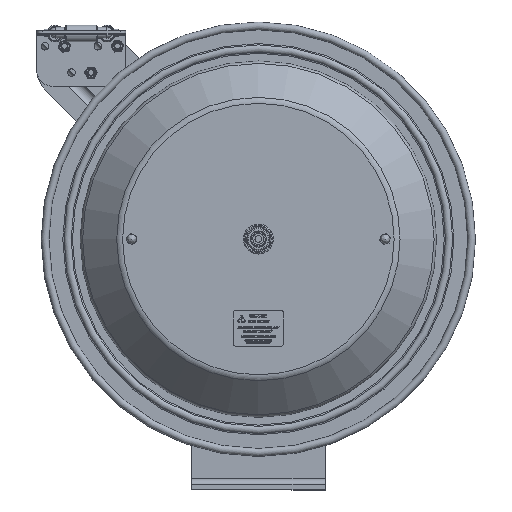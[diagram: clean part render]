
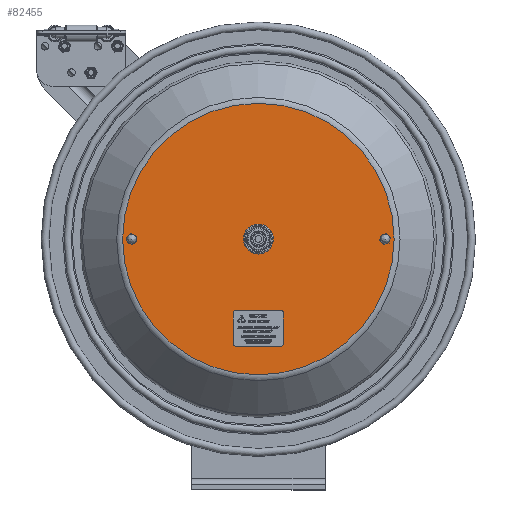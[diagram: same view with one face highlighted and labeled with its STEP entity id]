
A CAD part, top view. The second image highlights one B-rep face of the part: STEP entity #82455.
In plain terms, the highlighted planar face has unit normal (0, 0, 1).
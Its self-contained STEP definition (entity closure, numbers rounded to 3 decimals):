
#4666=FACE_BOUND('',#11499,.T.);
#4667=FACE_BOUND('',#11500,.T.);
#4668=FACE_BOUND('',#11501,.T.);
#6471=CIRCLE('',#87498,6.095);
#6472=CIRCLE('',#87499,6.095);
#6474=CIRCLE('',#87502,0.625);
#6475=CIRCLE('',#87503,0.14);
#6476=CIRCLE('',#87504,0.14);
#8009=FACE_OUTER_BOUND('',#11498,.T.);
#11498=EDGE_LOOP('',(#60543,#60544));
#11499=EDGE_LOOP('',(#60545));
#11500=EDGE_LOOP('',(#60546));
#11501=EDGE_LOOP('',(#60547));
#34010=VERTEX_POINT('',#114404);
#34011=VERTEX_POINT('',#114405);
#34012=VERTEX_POINT('',#114410);
#34013=VERTEX_POINT('',#114412);
#34014=VERTEX_POINT('',#114414);
#44923=EDGE_CURVE('',#34010,#34011,#6471,.T.);
#44924=EDGE_CURVE('',#34011,#34010,#6472,.T.);
#44926=EDGE_CURVE('',#34012,#34012,#6474,.T.);
#44927=EDGE_CURVE('',#34013,#34013,#6475,.T.);
#44928=EDGE_CURVE('',#34014,#34014,#6476,.T.);
#60543=ORIENTED_EDGE('',*,*,#44923,.T.);
#60544=ORIENTED_EDGE('',*,*,#44924,.T.);
#60545=ORIENTED_EDGE('',*,*,#44926,.T.);
#60546=ORIENTED_EDGE('',*,*,#44927,.T.);
#60547=ORIENTED_EDGE('',*,*,#44928,.T.);
#76671=PLANE('',#87501);
#82455=ADVANCED_FACE('',(#8009,#4666,#4667,#4668),#76671,.T.);
#87498=AXIS2_PLACEMENT_3D('',#114406,#95752,#95753);
#87499=AXIS2_PLACEMENT_3D('',#114407,#95754,#95755);
#87501=AXIS2_PLACEMENT_3D('',#114409,#95758,#95759);
#87502=AXIS2_PLACEMENT_3D('',#114411,#95760,#95761);
#87503=AXIS2_PLACEMENT_3D('',#114413,#95762,#95763);
#87504=AXIS2_PLACEMENT_3D('',#114415,#95764,#95765);
#95752=DIRECTION('center_axis',(0.,0.,
1.));
#95753=DIRECTION('ref_axis',(-1.,0.,0.));
#95754=DIRECTION('center_axis',(0.,0.,
1.));
#95755=DIRECTION('ref_axis',(-1.,0.,0.));
#95758=DIRECTION('center_axis',(0.,0.,
1.));
#95759=DIRECTION('ref_axis',(0.,-1.,0.));
#95760=DIRECTION('center_axis',(0.,0.,
-1.));
#95761=DIRECTION('ref_axis',(1.,0.,0.));
#95762=DIRECTION('center_axis',(0.,0.,
-1.));
#95763=DIRECTION('ref_axis',(1.,0.,0.));
#95764=DIRECTION('center_axis',(0.,0.,
-1.));
#95765=DIRECTION('ref_axis',(1.,0.,0.));
#114404=CARTESIAN_POINT('',(-6.095,11.252,8.24));
#114405=CARTESIAN_POINT('',(0.,17.347,8.24));
#114406=CARTESIAN_POINT('Origin',(0.,11.252,
8.24));
#114407=CARTESIAN_POINT('Origin',(0.,11.252,
8.24));
#114409=CARTESIAN_POINT('Origin',(-3.047,11.252,8.24));
#114410=CARTESIAN_POINT('',(0.625,11.252,8.24));
#114411=CARTESIAN_POINT('Origin',(0.,11.252,
8.24));
#114412=CARTESIAN_POINT('',(5.83,11.252,8.24));
#114413=CARTESIAN_POINT('Origin',(5.69,11.252,8.24));
#114414=CARTESIAN_POINT('',(-5.55,11.252,8.24));
#114415=CARTESIAN_POINT('Origin',(-5.69,11.252,8.24));
